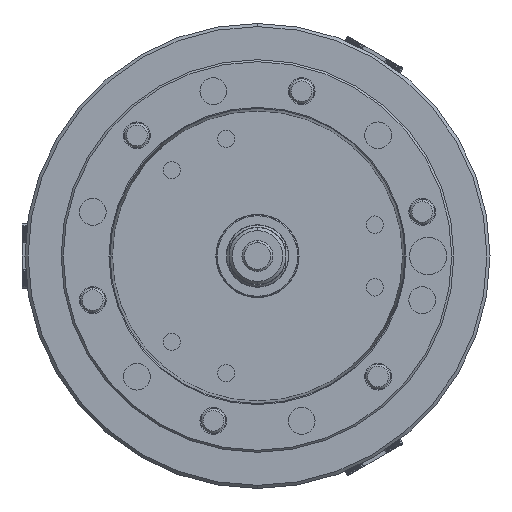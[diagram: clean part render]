
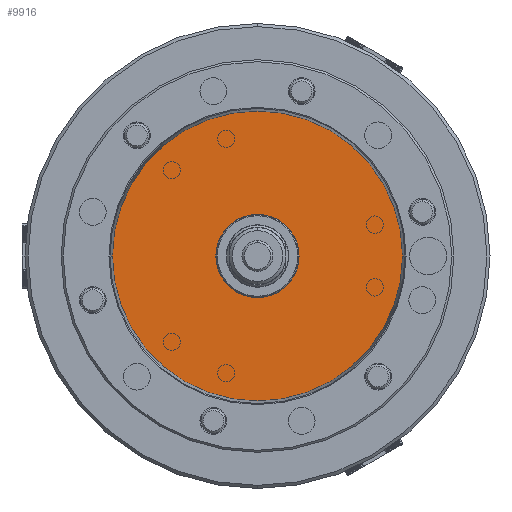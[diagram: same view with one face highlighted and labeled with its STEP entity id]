
A CAD part, left-side view. The second image highlights one B-rep face of the part: STEP entity #9916.
In plain terms, the highlighted planar face has unit normal (-1, 0, 0).
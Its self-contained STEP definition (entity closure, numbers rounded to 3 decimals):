
#205 = AXIS2_PLACEMENT_3D ( 'NONE', #18592, #42450, #22039 ) ;
#4321 = ORIENTED_EDGE ( 'NONE', *, *, #9246, .T. ) ;
#4812 = DIRECTION ( 'NONE',  ( -1., 0., 0. ) ) ;
#5500 = DIRECTION ( 'NONE',  ( 0., 1., 0. ) ) ;
#5620 = FACE_OUTER_BOUND ( 'NONE', #27528, .T. ) ;
#6300 = ORIENTED_EDGE ( 'NONE', *, *, #33805, .F. ) ;
#6708 = FACE_BOUND ( 'NONE', #15895, .T. ) ;
#6947 = CARTESIAN_POINT ( 'NONE',  ( 26., -40., 0. ) ) ;
#8368 = CIRCLE ( 'NONE', #34078, 140.4 ) ;
#9246 = EDGE_CURVE ( 'NONE', #24032, #28642, #8368, .T. ) ;
#9916 = ADVANCED_FACE ( 'NONE', ( #6708, #5620 ), #36040, .F. ) ;
#12215 = CARTESIAN_POINT ( 'NONE',  ( 26., 140.4, 0. ) ) ;
#12812 = CARTESIAN_POINT ( 'NONE',  ( 26., 0., 0. ) ) ;
#15105 = CARTESIAN_POINT ( 'NONE',  ( 26., -140.4, 0. ) ) ;
#15895 = EDGE_LOOP ( 'NONE', ( #22893, #6300 ) ) ;
#16219 = DIRECTION ( 'NONE',  ( 0., -1., 0. ) ) ;
#17125 = VERTEX_POINT ( 'NONE', #20239 ) ;
#18581 = DIRECTION ( 'NONE',  ( -1., 0., 0. ) ) ;
#18592 = CARTESIAN_POINT ( 'NONE',  ( 26., 0., 0. ) ) ;
#19984 = EDGE_CURVE ( 'NONE', #43488, #17125, #38876, .T. ) ;
#20239 = CARTESIAN_POINT ( 'NONE',  ( 26., 40., 0. ) ) ;
#22039 = DIRECTION ( 'NONE',  ( 0., -1., 0. ) ) ;
#22893 = ORIENTED_EDGE ( 'NONE', *, *, #19984, .F. ) ;
#23938 = CIRCLE ( 'NONE', #205, 140.4 ) ;
#24032 = VERTEX_POINT ( 'NONE', #15105 ) ;
#24692 = CARTESIAN_POINT ( 'NONE',  ( 26., 140.4, 0. ) ) ;
#25053 = ORIENTED_EDGE ( 'NONE', *, *, #28147, .T. ) ;
#25257 = CARTESIAN_POINT ( 'NONE',  ( 26., 0., 0. ) ) ;
#25439 = AXIS2_PLACEMENT_3D ( 'NONE', #39034, #18581, #42444 ) ;
#25959 = DIRECTION ( 'NONE',  ( 1., 0., 0. ) ) ;
#27528 = EDGE_LOOP ( 'NONE', ( #4321, #25053 ) ) ;
#28147 = EDGE_CURVE ( 'NONE', #28642, #24032, #23938, .T. ) ;
#28642 = VERTEX_POINT ( 'NONE', #24692 ) ;
#28685 = DIRECTION ( 'NONE',  ( 0., -1., 0. ) ) ;
#29272 = AXIS2_PLACEMENT_3D ( 'NONE', #12215, #25959, #5500 ) ;
#33805 = EDGE_CURVE ( 'NONE', #17125, #43488, #37290, .T. ) ;
#34078 = AXIS2_PLACEMENT_3D ( 'NONE', #25257, #4812, #28685 ) ;
#35588 = AXIS2_PLACEMENT_3D ( 'NONE', #12812, #36640, #16219 ) ;
#36040 = PLANE ( 'NONE',  #29272 ) ;
#36640 = DIRECTION ( 'NONE',  ( -1., 0., 0. ) ) ;
#37290 = CIRCLE ( 'NONE', #35588, 40. ) ;
#38876 = CIRCLE ( 'NONE', #25439, 40. ) ;
#39034 = CARTESIAN_POINT ( 'NONE',  ( 26., 0., 0. ) ) ;
#42444 = DIRECTION ( 'NONE',  ( 0., -1., 0. ) ) ;
#42450 = DIRECTION ( 'NONE',  ( -1., 0., 0. ) ) ;
#43488 = VERTEX_POINT ( 'NONE', #6947 ) ;
